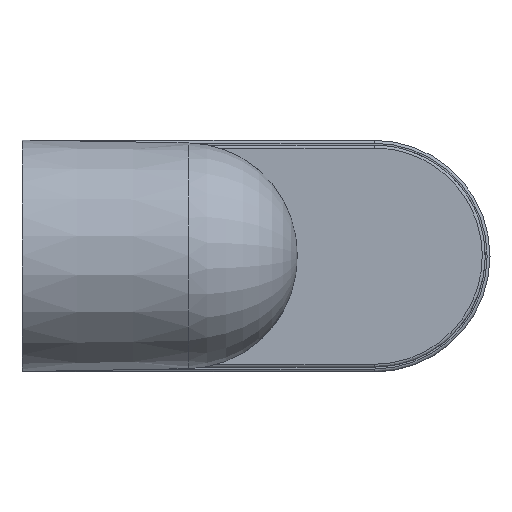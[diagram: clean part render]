
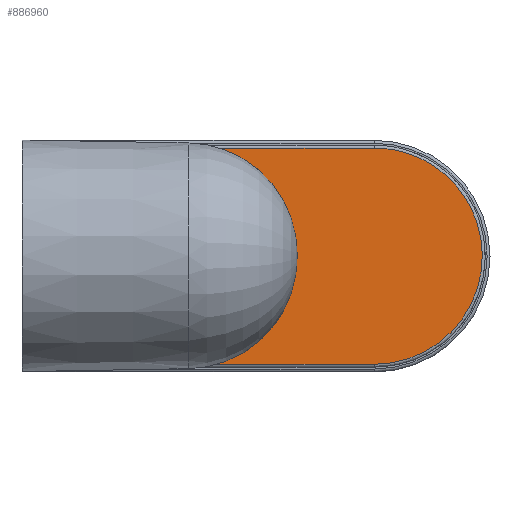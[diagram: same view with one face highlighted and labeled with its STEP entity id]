
A CAD part, top view. The second image highlights one B-rep face of the part: STEP entity #886960.
In plain terms, the highlighted planar face has unit normal (-0.007, 0, 1).
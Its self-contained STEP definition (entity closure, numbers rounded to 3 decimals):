
#885370=CARTESIAN_POINT('',(24.999,0.,
-98.247));
#885380=DIRECTION('',(-0.007,0.,1.));
#885390=DIRECTION('',(1.,0.,0.007));
#885400=AXIS2_PLACEMENT_3D('',#885370,#885380,#885390);
#885410=PLANE('',#885400);
#885420=CARTESIAN_POINT('',(25.,-9.196,-98.247));
#885430=DIRECTION('',(-1.,0.,
-0.007));
#885440=VECTOR('',#885430,1.);
#885450=LINE('',#885420,#885440);
#885460=CARTESIAN_POINT('',(2.098,-9.198,
-98.403));
#885470=VERTEX_POINT('',#885460);
#885480=CARTESIAN_POINT('',(-0.198,-9.199,
-98.419));
#885490=VERTEX_POINT('',#885480);
#885500=EDGE_CURVE('',#885470,#885490,#885450,.T.);
#885510=ORIENTED_EDGE('',*,*,#885500,.T.);
#885520=CARTESIAN_POINT('',(2.098,-8.698,
-98.403));
#885530=DIRECTION('',(-0.007,0.,1.));
#885540=DIRECTION('',(-0.52,0.854,
-0.004));
#885550=AXIS2_PLACEMENT_3D('',#885520,#885530,#885540);
#885560=ELLIPSE('',#885550,0.5,0.5);
#885570=CARTESIAN_POINT('',(2.598,-8.698,-98.4));
#885580=VERTEX_POINT('',#885570);
#885590=EDGE_CURVE('',#885470,#885580,#885560,.T.);
#885600=ORIENTED_EDGE('',*,*,#885590,.F.);
#885610=CARTESIAN_POINT('',(2.598,0.,-98.4
));
#885620=DIRECTION('',(0.,1.,-0.));
#885630=VECTOR('',#885620,1.);
#885640=LINE('',#885610,#885630);
#885650=CARTESIAN_POINT('',(2.598,8.698,-98.4));
#885660=VERTEX_POINT('',#885650);
#885670=EDGE_CURVE('',#885580,#885660,#885640,.T.);
#885680=ORIENTED_EDGE('',*,*,#885670,.F.);
#885690=CARTESIAN_POINT('',(2.098,8.698,
-98.403));
#885700=DIRECTION('',(-0.007,0.,1.));
#885710=DIRECTION('',(0.52,0.854,
0.004));
#885720=AXIS2_PLACEMENT_3D('',#885690,#885700,#885710);
#885730=ELLIPSE('',#885720,0.5,0.5);
#885740=CARTESIAN_POINT('',(2.098,9.198,
-98.403));
#885750=VERTEX_POINT('',#885740);
#885760=EDGE_CURVE('',#885660,#885750,#885730,.T.);
#885770=ORIENTED_EDGE('',*,*,#885760,.F.);
#885780=CARTESIAN_POINT('',(25.,9.196,-98.247));
#885790=DIRECTION('',(-1.,0.,
-0.007));
#885800=VECTOR('',#885790,1.);
#885810=LINE('',#885780,#885800);
#885820=CARTESIAN_POINT('',(-0.198,9.199,
-98.419));
#885830=VERTEX_POINT('',#885820);
#885840=EDGE_CURVE('',#885750,#885830,#885810,.T.);
#885850=ORIENTED_EDGE('',*,*,#885840,.F.);
#885860=CARTESIAN_POINT('',(-0.198,0.,
-98.419));
#885870=DIRECTION('',(0.,1.,-0.));
#885880=VECTOR('',#885870,1.);
#885890=LINE('',#885860,#885880);
#885900=CARTESIAN_POINT('',(-0.198,10.996,
-98.419));
#885910=VERTEX_POINT('',#885900);
#885920=EDGE_CURVE('',#885830,#885910,#885890,.T.);
#885930=ORIENTED_EDGE('',*,*,#885920,.F.);
#885940=CARTESIAN_POINT('',(0.002,11.196,
-98.418));
#885950=CARTESIAN_POINT('',(-0.006,11.196,
-98.418));
#885960=CARTESIAN_POINT('',(-0.014,11.196,
-98.418));
#885970=CARTESIAN_POINT('',(-0.043,11.192,
-98.418));
#885980=CARTESIAN_POINT('',(-0.063,11.186,
-98.418));
#885990=CARTESIAN_POINT('',(-0.103,11.168,
-98.418));
#886000=CARTESIAN_POINT('',(-0.122,11.155,
-98.419));
#886010=CARTESIAN_POINT('',(-0.139,11.139,
-98.419));
#886020=CARTESIAN_POINT('',(-0.162,11.115,
-98.419));
#886030=CARTESIAN_POINT('',(-0.18,11.087,
-98.419));
#886040=CARTESIAN_POINT('',(-0.193,11.044,
-98.419));
#886050=CARTESIAN_POINT('',(-0.195,11.032,
-98.419));
#886060=CARTESIAN_POINT('',(-0.198,11.012,
-98.419));
#886070=CARTESIAN_POINT('',(-0.198,11.004,
-98.419));
#886080=CARTESIAN_POINT('',(-0.198,10.996,
-98.419));
#886090=B_SPLINE_CURVE_WITH_KNOTS('',3,(#885940,#885950,#885960,#885970,
#885980,#885990,#886000,#886010,#886020,#886030,#886040,#886050,#886060,
#886070,#886080),.UNSPECIFIED.,.F.,.F.,(4,2,2,3,2,2,4),(0.,
0.043,0.153,0.273,0.446,
0.508,0.551),.UNSPECIFIED.);
#886100=CARTESIAN_POINT('',(0.002,11.196,
-98.418));
#886110=VERTEX_POINT('',#886100);
#886120=EDGE_CURVE('',#886110,#885910,#886090,.T.);
#886130=ORIENTED_EDGE('',*,*,#886120,.T.);
#886140=CARTESIAN_POINT('',(24.998,11.199,
-98.247));
#886150=DIRECTION('',(1.,0.,
0.007));
#886160=VECTOR('',#886150,1.);
#886170=LINE('',#886140,#886160);
#886180=CARTESIAN_POINT('',(34.998,11.2,
-98.179));
#886190=VERTEX_POINT('',#886180);
#886200=EDGE_CURVE('',#886110,#886190,#886170,.T.);
#886210=ORIENTED_EDGE('',*,*,#886200,.F.);
#886220=CARTESIAN_POINT('',(34.998,-11.2,
-98.179));
#886230=CARTESIAN_POINT('',(35.012,-11.2,
-98.178));
#886240=CARTESIAN_POINT('',(35.026,-11.2,
-98.178));
#886250=CARTESIAN_POINT('',(35.347,-11.199,
-98.176));
#886260=CARTESIAN_POINT('',(35.654,-11.185,
-98.174));
#886270=CARTESIAN_POINT('',(36.882,-11.08,
-98.166));
#886280=CARTESIAN_POINT('',(37.791,-10.886,
-98.159));
#886290=CARTESIAN_POINT('',(39.539,-10.281,
-98.148));
#886300=CARTESIAN_POINT('',(40.372,-9.871,
-98.142));
#886310=CARTESIAN_POINT('',(41.919,-8.855,
-98.131));
#886320=CARTESIAN_POINT('',(42.627,-8.254,
-98.126));
#886330=CARTESIAN_POINT('',(43.877,-6.891,
-98.118));
#886340=CARTESIAN_POINT('',(44.416,-6.134,
-98.114));
#886350=CARTESIAN_POINT('',(45.295,-4.506,
-98.108));
#886360=CARTESIAN_POINT('',(45.632,-3.641,
-98.106));
#886370=CARTESIAN_POINT('',(46.085,-1.847,
-98.103));
#886380=CARTESIAN_POINT('',(46.2,-0.925,
-98.102));
#886390=CARTESIAN_POINT('',(46.2,0.,
-98.102));
#886400=CARTESIAN_POINT('',(46.2,1.286,
-98.102));
#886410=CARTESIAN_POINT('',(45.978,2.563,
-98.104));
#886420=CARTESIAN_POINT('',(45.233,4.644,
-98.109));
#886430=CARTESIAN_POINT('',(44.815,5.474,
-98.111));
#886440=CARTESIAN_POINT('',(43.784,7.01,
-98.119));
#886450=CARTESIAN_POINT('',(43.175,7.711,
-98.123));
#886460=CARTESIAN_POINT('',(41.799,8.948,
-98.132));
#886470=CARTESIAN_POINT('',(41.037,9.479,
-98.137));
#886480=CARTESIAN_POINT('',(39.399,10.341,
-98.149));
#886490=CARTESIAN_POINT('',(38.531,10.669,
-98.154));
#886500=CARTESIAN_POINT('',(36.783,11.092,
-98.166));
#886510=CARTESIAN_POINT('',(35.913,11.197,
-98.172));
#886520=CARTESIAN_POINT('',(35.026,11.2,
-98.178));
#886530=CARTESIAN_POINT('',(35.012,11.2,
-98.178));
#886540=CARTESIAN_POINT('',(34.998,11.2,
-98.179));
#886550=B_SPLINE_CURVE_WITH_KNOTS('',3,(#886220,#886230,#886240,#886250,
#886260,#886270,#886280,#886290,#886300,#886310,#886320,#886330,#886340,
#886350,#886360,#886370,#886380,#886390,#886400,#886410,#886420,#886430,
#886440,#886450,#886460,#886470,#886480,#886490,#886500,#886510,#886520,
#886530,#886540),.UNSPECIFIED.,.F.,.F.,(4,2,2,2,2,2,2,2,3,2,2,2,2,2,2,4)
,(0.,0.043,0.975,3.781,
6.587,9.392,12.198,15.004,
17.809,21.709,24.515,27.321,
30.127,32.932,35.581,35.623),
.UNSPECIFIED.);
#886560=CARTESIAN_POINT('',(34.998,-11.2,
-98.179));
#886570=VERTEX_POINT('',#886560);
#886580=EDGE_CURVE('',#886570,#886190,#886550,.T.);
#886590=ORIENTED_EDGE('',*,*,#886580,.T.);
#886600=CARTESIAN_POINT('',(24.998,-11.199,
-98.247));
#886610=DIRECTION('',(1.,0.,
0.007));
#886620=VECTOR('',#886610,1.);
#886630=LINE('',#886600,#886620);
#886640=CARTESIAN_POINT('',(0.002,-11.196,
-98.418));
#886650=VERTEX_POINT('',#886640);
#886660=EDGE_CURVE('',#886650,#886570,#886630,.T.);
#886670=ORIENTED_EDGE('',*,*,#886660,.T.);
#886680=CARTESIAN_POINT('',(-0.198,-10.996,
-98.419));
#886690=CARTESIAN_POINT('',(-0.198,-11.004,
-98.419));
#886700=CARTESIAN_POINT('',(-0.198,-11.012,
-98.419));
#886710=CARTESIAN_POINT('',(-0.195,-11.032,
-98.419));
#886720=CARTESIAN_POINT('',(-0.193,-11.044,
-98.419));
#886730=CARTESIAN_POINT('',(-0.18,-11.087,
-98.419));
#886740=CARTESIAN_POINT('',(-0.162,-11.115,
-98.419));
#886750=CARTESIAN_POINT('',(-0.139,-11.139,
-98.419));
#886760=CARTESIAN_POINT('',(-0.122,-11.155,
-98.419));
#886770=CARTESIAN_POINT('',(-0.103,-11.168,
-98.418));
#886780=CARTESIAN_POINT('',(-0.063,-11.186,
-98.418));
#886790=CARTESIAN_POINT('',(-0.043,-11.192,
-98.418));
#886800=CARTESIAN_POINT('',(-0.014,-11.196,
-98.418));
#886810=CARTESIAN_POINT('',(-0.006,-11.196,
-98.418));
#886820=CARTESIAN_POINT('',(0.002,-11.196,
-98.418));
#886830=B_SPLINE_CURVE_WITH_KNOTS('',3,(#886680,#886690,#886700,#886710,
#886720,#886730,#886740,#886750,#886760,#886770,#886780,#886790,#886800,
#886810,#886820),.UNSPECIFIED.,.F.,.F.,(4,2,2,3,2,2,4),(0.,
0.043,0.105,0.278,0.398
,0.508,0.551),.UNSPECIFIED.);
#886840=CARTESIAN_POINT('',(-0.198,-10.996,
-98.419));
#886850=VERTEX_POINT('',#886840);
#886860=EDGE_CURVE('',#886850,#886650,#886830,.T.);
#886870=ORIENTED_EDGE('',*,*,#886860,.T.);
#886880=CARTESIAN_POINT('',(-0.198,0.,
-98.419));
#886890=DIRECTION('',(0.,-1.,-0.));
#886900=VECTOR('',#886890,1.);
#886910=LINE('',#886880,#886900);
#886920=EDGE_CURVE('',#885490,#886850,#886910,.T.);
#886930=ORIENTED_EDGE('',*,*,#886920,.T.);
#886940=EDGE_LOOP('',(#886930,#886870,#886670,#886590,#886210,#886130,
#885930,#885850,#885770,#885680,#885600,#885510));
#886950=FACE_OUTER_BOUND('',#886940,.T.);
#886960=ADVANCED_FACE('',(#886950),#885410,.T.);
